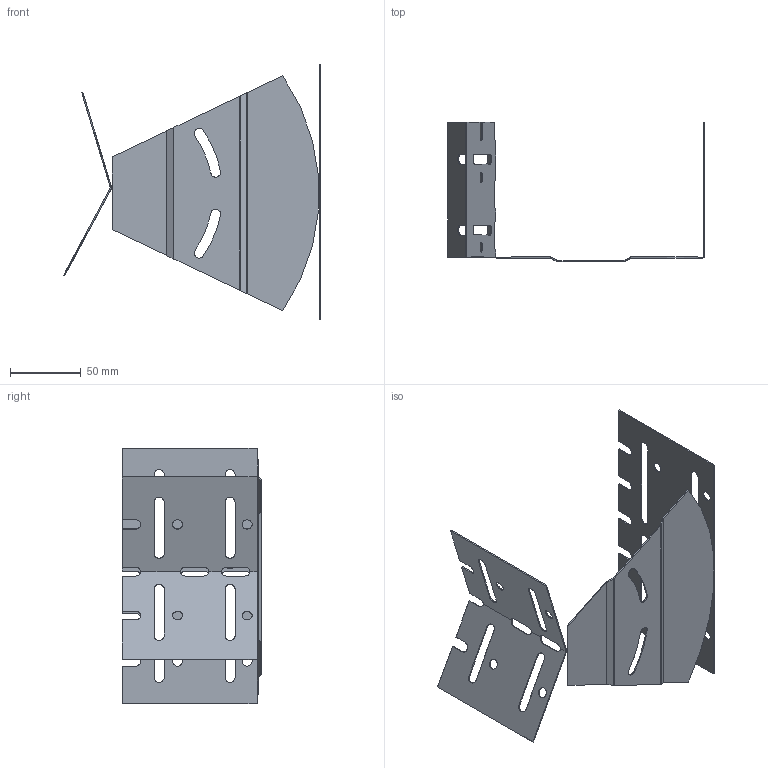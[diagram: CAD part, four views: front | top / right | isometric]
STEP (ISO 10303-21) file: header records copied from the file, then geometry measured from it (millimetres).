
FILE_DESCRIPTION (( 'STEP AP203' ), '1' );
FILE_NAME ('Óãîë ãîðèçîíòàëüíûé èçìåíÿåìûé_36018.STEP', '2013-04-18T09:53:20', ( 'Àñååâ' ), ( '' ), 'SwSTEP 2.0', 'SolidWorks 2012', '' );
FILE_SCHEMA (( 'CONFIG_CONTROL_DESIGN' ));
Length unit declared in the file: millimetre
Products named in the file (4): Óãîë ãîðèçîíòàëüíûé èçìåíÿåìûé_36018; �������� GTE �80,100_����⨭� GTE100 �100 㣮�; �������� GTE �80,100_����⨭� GTE150 �100; ﾎ魵瑙韃_若ｭｮ｢ｭｨ･ 150
Assembly tree (3 placements, depth 2):
  Óãîë ãîðèçîíòàëüíûé èçìåíÿåìûé_36018
    ﾎ魵瑙韃_若ｭｮ｢ｭｨ･ 150
    �������� GTE �80,100_����⨭� GTE150 �100
    �������� GTE �80,100_����⨭� GTE100 �100 㣮�
Bounding box: 180.93 x 98.3 x 180 mm (x, y, z)
Volume: 33061.5 mm3; surface area: 85226.1 mm2
Topology: 3 solids, 3 shells, 147 faces, 411 edges, 266 vertices
Faces by surface type: plane 82, cylinder 65
Full cylindrical faces by diameter (mm): 7 x8
Entity records: 5169 total; most frequent: CARTESIAN_POINT 870, DIRECTION 807, ORIENTED_EDGE 806, EDGE_CURVE 403, LINE 273, VECTOR 273, AXIS2_PLACEMENT_3D 267, VERTEX_POINT 266
